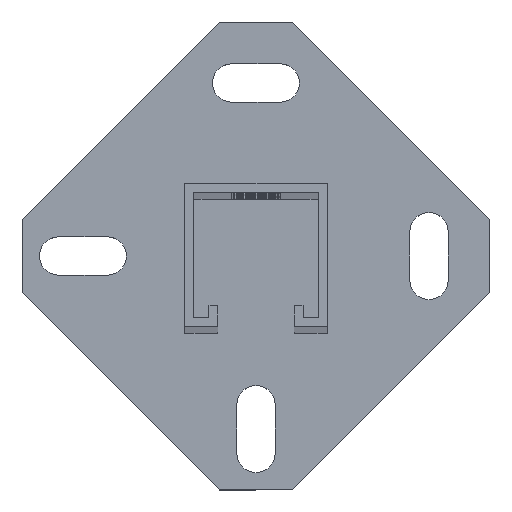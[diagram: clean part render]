
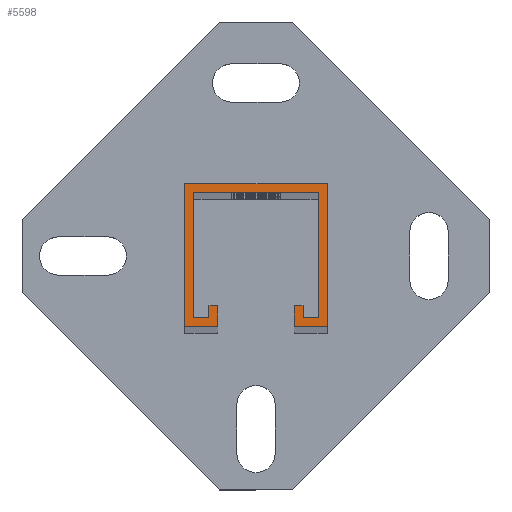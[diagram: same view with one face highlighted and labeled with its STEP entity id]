
A CAD part, top view. The second image highlights one B-rep face of the part: STEP entity #5598.
In plain terms, the highlighted planar face has unit normal (0, 0, 1).
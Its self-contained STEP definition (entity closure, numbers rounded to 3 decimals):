
#41 = LINE ( 'NONE', #5179, #1672 ) ;
#148 = CARTESIAN_POINT ( 'NONE',  ( -20.5, 41., 1100. ) ) ;
#381 = ORIENTED_EDGE ( 'NONE', *, *, #8581, .T. ) ;
#413 = DIRECTION ( 'NONE',  ( 1., 0., 0. ) ) ;
#422 = VECTOR ( 'NONE', #940, 1000. ) ;
#725 = VERTEX_POINT ( 'NONE', #9443 ) ;
#782 = LINE ( 'NONE', #12697, #10603 ) ;
#798 = CARTESIAN_POINT ( 'NONE',  ( 20.5, 5., 1100. ) ) ;
#940 = DIRECTION ( 'NONE',  ( 0., 1., 0. ) ) ;
#947 = FACE_OUTER_BOUND ( 'NONE', #2497, .T. ) ;
#962 = VECTOR ( 'NONE', #4846, 1000. ) ;
#1112 = DIRECTION ( 'NONE',  ( -1., 0., 0. ) ) ;
#1171 = VERTEX_POINT ( 'NONE', #1249 ) ;
#1186 = VECTOR ( 'NONE', #5887, 1000. ) ;
#1222 = VECTOR ( 'NONE', #2297, 1000. ) ;
#1249 = CARTESIAN_POINT ( 'NONE',  ( 18., 38.5, 1100. ) ) ;
#1338 = LINE ( 'NONE', #5799, #12130 ) ;
#1525 = DIRECTION ( 'NONE',  ( 0., 1., 0. ) ) ;
#1534 = LINE ( 'NONE', #12848, #12673 ) ;
#1672 = VECTOR ( 'NONE', #9254, 1000. ) ;
#1897 = LINE ( 'NONE', #5737, #8760 ) ;
#2075 = ORIENTED_EDGE ( 'NONE', *, *, #8072, .T. ) ;
#2297 = DIRECTION ( 'NONE',  ( 0., -1., 0. ) ) ;
#2316 = VERTEX_POINT ( 'NONE', #8430 ) ;
#2340 = VERTEX_POINT ( 'NONE', #11633 ) ;
#2361 = VERTEX_POINT ( 'NONE', #11723 ) ;
#2485 = ORIENTED_EDGE ( 'NONE', *, *, #12742, .T. ) ;
#2497 = EDGE_LOOP ( 'NONE', ( #6416, #6969, #7678, #7040, #8682, #2485, #9627, #4631, #8225, #7802, #5278, #2075, #381, #3525, #3443, #8693 ) ) ;
#2616 = CARTESIAN_POINT ( 'NONE',  ( 17.5, 38.5, 1100. ) ) ;
#2652 = CARTESIAN_POINT ( 'NONE',  ( -18., 5., 1100. ) ) ;
#3039 = EDGE_CURVE ( 'NONE', #12051, #8102, #1534, .T. ) ;
#3357 = CARTESIAN_POINT ( 'NONE',  ( 15.5, 0., 1100. ) ) ;
#3416 = CARTESIAN_POINT ( 'NONE',  ( -18., 38.5, 1100. ) ) ;
#3443 = ORIENTED_EDGE ( 'NONE', *, *, #4026, .F. ) ;
#3525 = ORIENTED_EDGE ( 'NONE', *, *, #3039, .T. ) ;
#3890 = DIRECTION ( 'NONE',  ( 1., 0., 0. ) ) ;
#4026 = EDGE_CURVE ( 'NONE', #9891, #8102, #10137, .T. ) ;
#4479 = VERTEX_POINT ( 'NONE', #8813 ) ;
#4582 = VECTOR ( 'NONE', #7504, 1000. ) ;
#4631 = ORIENTED_EDGE ( 'NONE', *, *, #7854, .T. ) ;
#4846 = DIRECTION ( 'NONE',  ( 0., -1., 0. ) ) ;
#4918 = DIRECTION ( 'NONE',  ( 1., 0., 0. ) ) ;
#5011 = LINE ( 'NONE', #7789, #6973 ) ;
#5050 = EDGE_CURVE ( 'NONE', #2316, #5779, #9798, .T. ) ;
#5179 = CARTESIAN_POINT ( 'NONE',  ( -17.5, 38.5, 1100. ) ) ;
#5273 = PLANE ( 'NONE',  #13059 ) ;
#5278 = ORIENTED_EDGE ( 'NONE', *, *, #7888, .T. ) ;
#5295 = EDGE_CURVE ( 'NONE', #10903, #4479, #782, .T. ) ;
#5598 = ADVANCED_FACE ( 'NONE', ( #947 ), #5273, .F. ) ;
#5737 = CARTESIAN_POINT ( 'NONE',  ( -17.5, 41., 1100. ) ) ;
#5771 = DIRECTION ( 'NONE',  ( 1., 0., 0. ) ) ;
#5779 = VERTEX_POINT ( 'NONE', #12274 ) ;
#5799 = CARTESIAN_POINT ( 'NONE',  ( 17.5, 41., 1100. ) ) ;
#5887 = DIRECTION ( 'NONE',  ( 0., -1., 0. ) ) ;
#5964 = VECTOR ( 'NONE', #1525, 1000. ) ;
#5984 = CARTESIAN_POINT ( 'NONE',  ( -20.5, -115.862, 1100. ) ) ;
#6191 = DIRECTION ( 'NONE',  ( 0., 0., -1. ) ) ;
#6216 = EDGE_CURVE ( 'NONE', #13221, #2361, #7453, .T. ) ;
#6289 = LINE ( 'NONE', #5984, #422 ) ;
#6416 = ORIENTED_EDGE ( 'NONE', *, *, #12725, .F. ) ;
#6421 = EDGE_CURVE ( 'NONE', #13467, #9891, #1897, .T. ) ;
#6700 = VECTOR ( 'NONE', #8005, 1000. ) ;
#6923 = VERTEX_POINT ( 'NONE', #8815 ) ;
#6969 = ORIENTED_EDGE ( 'NONE', *, *, #8824, .F. ) ;
#6973 = VECTOR ( 'NONE', #7660, 1000. ) ;
#7040 = ORIENTED_EDGE ( 'NONE', *, *, #8526, .F. ) ;
#7198 = EDGE_CURVE ( 'NONE', #1171, #10903, #10712, .T. ) ;
#7213 = VERTEX_POINT ( 'NONE', #3416 ) ;
#7348 = CARTESIAN_POINT ( 'NONE',  ( -20.5, -115.862, 1100. ) ) ;
#7453 = LINE ( 'NONE', #9794, #5964 ) ;
#7504 = DIRECTION ( 'NONE',  ( -1., 0., 0. ) ) ;
#7660 = DIRECTION ( 'NONE',  ( 0., 1., 0. ) ) ;
#7678 = ORIENTED_EDGE ( 'NONE', *, *, #5050, .F. ) ;
#7789 = CARTESIAN_POINT ( 'NONE',  ( 13.5, 38., 1100. ) ) ;
#7802 = ORIENTED_EDGE ( 'NONE', *, *, #5295, .T. ) ;
#7854 = EDGE_CURVE ( 'NONE', #11283, #1171, #13277, .T. ) ;
#7888 = EDGE_CURVE ( 'NONE', #4479, #7213, #8209, .T. ) ;
#8005 = DIRECTION ( 'NONE',  ( 0., -1., 0. ) ) ;
#8072 = EDGE_CURVE ( 'NONE', #7213, #725, #41, .T. ) ;
#8102 = VERTEX_POINT ( 'NONE', #8211 ) ;
#8209 = LINE ( 'NONE', #2652, #10862 ) ;
#8211 = CARTESIAN_POINT ( 'NONE',  ( -11., 35., 1100. ) ) ;
#8225 = ORIENTED_EDGE ( 'NONE', *, *, #7198, .T. ) ;
#8430 = CARTESIAN_POINT ( 'NONE',  ( 20.5, 41., 1100. ) ) ;
#8526 = EDGE_CURVE ( 'NONE', #2361, #2316, #1338, .T. ) ;
#8581 = EDGE_CURVE ( 'NONE', #725, #12051, #10836, .T. ) ;
#8682 = ORIENTED_EDGE ( 'NONE', *, *, #6216, .F. ) ;
#8693 = ORIENTED_EDGE ( 'NONE', *, *, #6421, .F. ) ;
#8760 = VECTOR ( 'NONE', #4918, 1000. ) ;
#8813 = CARTESIAN_POINT ( 'NONE',  ( -18., 2.5, 1100. ) ) ;
#8815 = CARTESIAN_POINT ( 'NONE',  ( -20.5, 0., 1100. ) ) ;
#8824 = EDGE_CURVE ( 'NONE', #5779, #6923, #13265, .T. ) ;
#9238 = CARTESIAN_POINT ( 'NONE',  ( 13.5, 35., 1100. ) ) ;
#9254 = DIRECTION ( 'NONE',  ( 1., 0., 0. ) ) ;
#9443 = CARTESIAN_POINT ( 'NONE',  ( -13.5, 38.5, 1100. ) ) ;
#9627 = ORIENTED_EDGE ( 'NONE', *, *, #11620, .T. ) ;
#9794 = CARTESIAN_POINT ( 'NONE',  ( 11., 38., 1100. ) ) ;
#9798 = LINE ( 'NONE', #798, #962 ) ;
#9891 = VERTEX_POINT ( 'NONE', #13325 ) ;
#10137 = LINE ( 'NONE', #10244, #6700 ) ;
#10244 = CARTESIAN_POINT ( 'NONE',  ( -11., 38., 1100. ) ) ;
#10536 = DIRECTION ( 'NONE',  ( -1., 0., 0. ) ) ;
#10603 = VECTOR ( 'NONE', #10536, 1000. ) ;
#10712 = LINE ( 'NONE', #12713, #1222 ) ;
#10831 = CARTESIAN_POINT ( 'NONE',  ( -13.5, 35., 1100. ) ) ;
#10836 = LINE ( 'NONE', #12277, #1186 ) ;
#10862 = VECTOR ( 'NONE', #10899, 1000. ) ;
#10899 = DIRECTION ( 'NONE',  ( 0., 1., 0. ) ) ;
#10903 = VERTEX_POINT ( 'NONE', #11433 ) ;
#10904 = VECTOR ( 'NONE', #3890, 1000. ) ;
#11223 = LINE ( 'NONE', #9238, #10904 ) ;
#11283 = VERTEX_POINT ( 'NONE', #12429 ) ;
#11433 = CARTESIAN_POINT ( 'NONE',  ( 18., 2.5, 1100. ) ) ;
#11620 = EDGE_CURVE ( 'NONE', #2340, #11283, #5011, .T. ) ;
#11633 = CARTESIAN_POINT ( 'NONE',  ( 13.5, 35., 1100. ) ) ;
#11723 = CARTESIAN_POINT ( 'NONE',  ( 11., 41., 1100. ) ) ;
#11902 = CARTESIAN_POINT ( 'NONE',  ( 11., 35., 1100. ) ) ;
#12000 = DIRECTION ( 'NONE',  ( 1., 0., 0. ) ) ;
#12051 = VERTEX_POINT ( 'NONE', #10831 ) ;
#12130 = VECTOR ( 'NONE', #12000, 1000. ) ;
#12162 = VECTOR ( 'NONE', #5771, 1000. ) ;
#12274 = CARTESIAN_POINT ( 'NONE',  ( 20.5, 0., 1100. ) ) ;
#12277 = CARTESIAN_POINT ( 'NONE',  ( -13.5, 38., 1100. ) ) ;
#12429 = CARTESIAN_POINT ( 'NONE',  ( 13.5, 38.5, 1100. ) ) ;
#12673 = VECTOR ( 'NONE', #413, 1000. ) ;
#12697 = CARTESIAN_POINT ( 'NONE',  ( 15.5, 2.5, 1100. ) ) ;
#12713 = CARTESIAN_POINT ( 'NONE',  ( 18., 5., 1100. ) ) ;
#12725 = EDGE_CURVE ( 'NONE', #6923, #13467, #6289, .T. ) ;
#12742 = EDGE_CURVE ( 'NONE', #13221, #2340, #11223, .T. ) ;
#12848 = CARTESIAN_POINT ( 'NONE',  ( -11., 35., 1100. ) ) ;
#13059 = AXIS2_PLACEMENT_3D ( 'NONE', #7348, #6191, #1112 ) ;
#13221 = VERTEX_POINT ( 'NONE', #11902 ) ;
#13265 = LINE ( 'NONE', #3357, #4582 ) ;
#13277 = LINE ( 'NONE', #2616, #12162 ) ;
#13325 = CARTESIAN_POINT ( 'NONE',  ( -11., 41., 1100. ) ) ;
#13467 = VERTEX_POINT ( 'NONE', #148 ) ;
